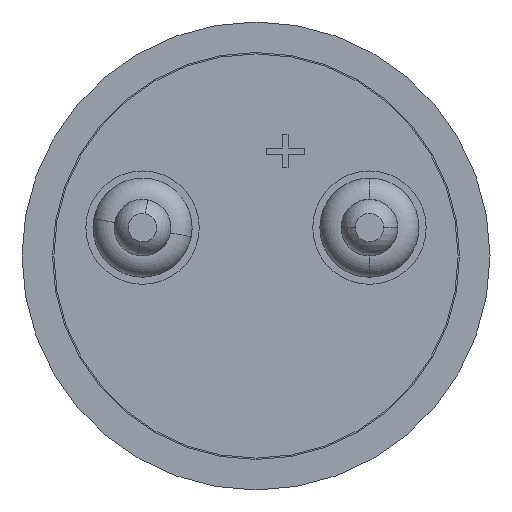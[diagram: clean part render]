
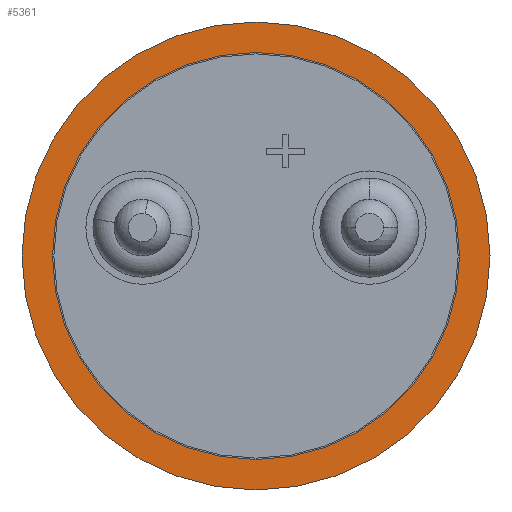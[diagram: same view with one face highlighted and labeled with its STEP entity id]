
A CAD part, front view. The second image highlights one B-rep face of the part: STEP entity #5361.
In plain terms, the highlighted face is planar.
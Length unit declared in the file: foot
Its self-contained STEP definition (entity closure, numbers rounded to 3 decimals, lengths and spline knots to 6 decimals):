
#131 = AXIS2_PLACEMENT_3D ( 'NONE', #910, #4091, #2983 ) ;
#330 = EDGE_CURVE ( 'NONE', #3095, #1379, #3162, .T. ) ;
#344 = DIRECTION ( 'NONE',  ( -1., 0., 0. ) ) ;
#910 = CARTESIAN_POINT ( 'NONE',  ( 0.00625, 0., 0. ) ) ;
#986 = PLANE ( 'NONE',  #2402 ) ;
#1236 = FACE_OUTER_BOUND ( 'NONE', #2293, .T. ) ;
#1379 = VERTEX_POINT ( 'NONE', #3805 ) ;
#1729 = CARTESIAN_POINT ( 'NONE',  ( 0.00625, 0., -0.01375 ) ) ;
#1939 = EDGE_CURVE ( 'NONE', #1379, #3095, #4163, .T. ) ;
#1966 = AXIS2_PLACEMENT_3D ( 'NONE', #3958, #5987, #2781 ) ;
#2293 = EDGE_LOOP ( 'NONE', ( #4610, #6659 ) ) ;
#2349 = ORIENTED_EDGE ( 'NONE', *, *, #330, .T. ) ;
#2402 = AXIS2_PLACEMENT_3D ( 'NONE', #5250, #3178, #2667 ) ;
#2667 = DIRECTION ( 'NONE',  ( 0., 0., 1. ) ) ;
#2781 = DIRECTION ( 'NONE',  ( 0., 0., 1. ) ) ;
#2861 = DIRECTION ( 'NONE',  ( -1., 0., 0. ) ) ;
#2983 = DIRECTION ( 'NONE',  ( 0., 0., 1. ) ) ;
#3095 = VERTEX_POINT ( 'NONE', #3586 ) ;
#3162 = CIRCLE ( 'NONE', #131, 0.011958 ) ;
#3178 = DIRECTION ( 'NONE',  ( -1., 0., 0. ) ) ;
#3585 = VERTEX_POINT ( 'NONE', #4300 ) ;
#3586 = CARTESIAN_POINT ( 'NONE',  ( 0.00625, 0., 0.011958 ) ) ;
#3763 = VERTEX_POINT ( 'NONE', #1729 ) ;
#3805 = CARTESIAN_POINT ( 'NONE',  ( 0.00625, 0., -0.011958 ) ) ;
#3930 = EDGE_CURVE ( 'NONE', #3763, #3585, #6017, .T. ) ;
#3958 = CARTESIAN_POINT ( 'NONE',  ( 0.00625, 0., 0. ) ) ;
#3999 = CARTESIAN_POINT ( 'NONE',  ( 0.00625, 0., 0. ) ) ;
#4091 = DIRECTION ( 'NONE',  ( -1., 0., 0. ) ) ;
#4138 = AXIS2_PLACEMENT_3D ( 'NONE', #3999, #344, #6631 ) ;
#4163 = CIRCLE ( 'NONE', #4138, 0.011958 ) ;
#4300 = CARTESIAN_POINT ( 'NONE',  ( 0.00625, 0., 0.01375 ) ) ;
#4371 = EDGE_CURVE ( 'NONE', #3585, #3763, #5207, .T. ) ;
#4610 = ORIENTED_EDGE ( 'NONE', *, *, #4371, .F. ) ;
#5118 = DIRECTION ( 'NONE',  ( 0., 0., 1. ) ) ;
#5207 = CIRCLE ( 'NONE', #1966, 0.01375 ) ;
#5250 = CARTESIAN_POINT ( 'NONE',  ( 0.00625, 0., 0. ) ) ;
#5297 = AXIS2_PLACEMENT_3D ( 'NONE', #6018, #2861, #5118 ) ;
#5361 = ADVANCED_FACE ( 'NONE', ( #1236, #6661 ), #986, .F. ) ;
#5987 = DIRECTION ( 'NONE',  ( -1., 0., 0. ) ) ;
#6017 = CIRCLE ( 'NONE', #5297, 0.01375 ) ;
#6018 = CARTESIAN_POINT ( 'NONE',  ( 0.00625, 0., 0. ) ) ;
#6125 = ORIENTED_EDGE ( 'NONE', *, *, #1939, .T. ) ;
#6397 = EDGE_LOOP ( 'NONE', ( #2349, #6125 ) ) ;
#6631 = DIRECTION ( 'NONE',  ( 0., 0., 1. ) ) ;
#6659 = ORIENTED_EDGE ( 'NONE', *, *, #3930, .F. ) ;
#6661 = FACE_BOUND ( 'NONE', #6397, .T. ) ;
